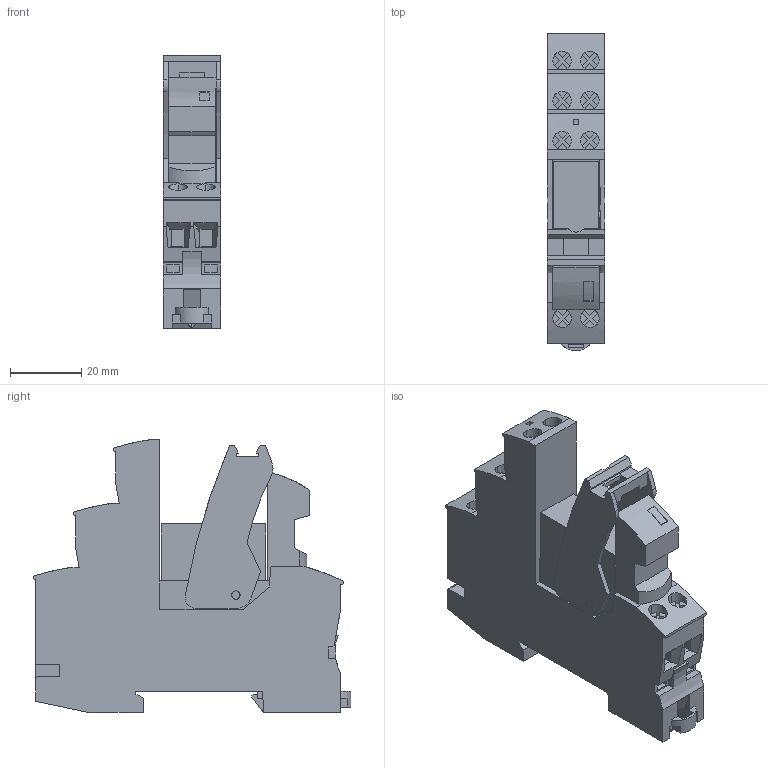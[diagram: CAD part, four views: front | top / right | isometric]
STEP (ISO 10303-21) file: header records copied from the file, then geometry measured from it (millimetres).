
FILE_DESCRIPTION(('Creo Elements/Direct Modeling STEP Export'),'2;1');
FILE_NAME('model.stp','2020-06-11T 0:04:41',(''),(''),'Creo Elements/Direct Modeling STEP processor for AP214 (Solid Model)','Creo Elements/Direct Modeling 20.1A 29-Sep-2018 (C) Parametric Technology GmbH','');
FILE_SCHEMA(('AUTOMOTIVE_DESIGN { 1 0 10303 214 1 1 1 1 }'));
Length unit declared in the file: millimetre
Products named in the file (5): REL-MR-29x16x13-select; RIF-1-BSC-16-SOC16-select; RIF-LED-Modul_STM02_-select; RIF-RH-1-HEB05-select; RIF-1-SC-WH_RELAIS-STM02-group-select
Assembly tree (4 placements, depth 2):
  RIF-1-SC-WH_RELAIS-STM02-group-select
    RIF-RH-1-HEB05-select
    RIF-LED-Modul_STM02_-select
    RIF-1-BSC-16-SOC16-select
    REL-MR-29x16x13-select
Bounding box: 16.3 x 89.29 x 76.7 mm (x, y, z)
Volume: 67183.2 mm3; surface area: 24963.7 mm2
Topology: 4 solids, 4 shells, 637 faces, 1824 edges, 1240 vertices
Faces by surface type: plane 570, cylinder 62, extrusion 3, cone 2
Entity records: 28392 total; most frequent: CARTESIAN_POINT 6863, ORIENTED_EDGE 3648, DIRECTION 2980, EDGE_CURVE 1824, VECTOR 1544, LINE 1541, VERTEX_POINT 1240, AXIS2_PLACEMENT_3D 718
